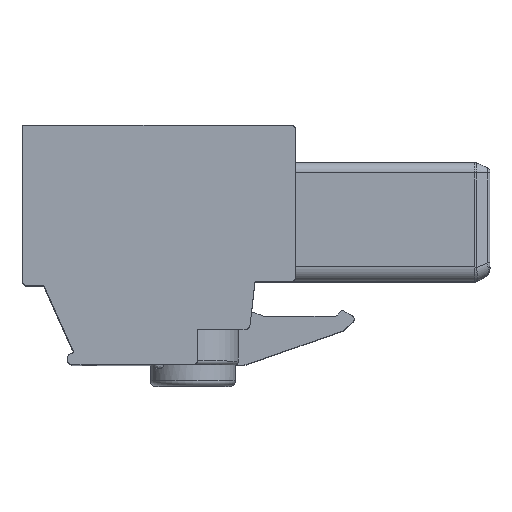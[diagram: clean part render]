
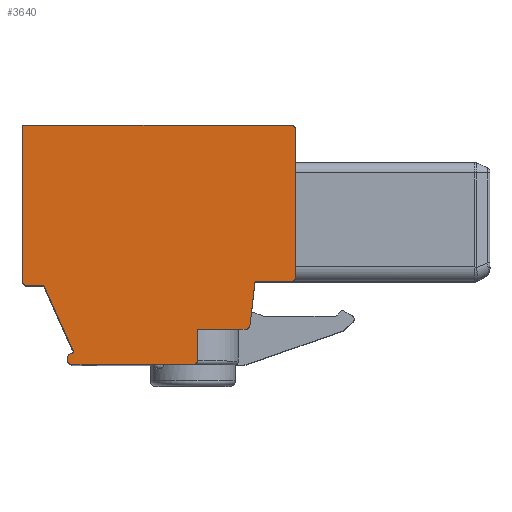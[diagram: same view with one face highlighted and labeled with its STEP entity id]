
A CAD part, top view. The second image highlights one B-rep face of the part: STEP entity #3640.
In plain terms, the highlighted planar face has unit normal (0, 0, 1).
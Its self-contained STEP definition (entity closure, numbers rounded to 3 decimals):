
#736=FACE_OUTER_BOUND('',#5156,.T.);
#1368=LINE('',#18320,#2451);
#1552=LINE('',#20703,#2635);
#1636=LINE('',#21224,#2719);
#1696=LINE('',#22070,#2779);
#1697=LINE('',#22074,#2780);
#1698=LINE('',#22077,#2781);
#1699=LINE('',#22079,#2782);
#1700=LINE('',#22081,#2783);
#1701=LINE('',#22085,#2784);
#1702=LINE('',#22089,#2785);
#1703=LINE('',#22093,#2786);
#1704=LINE('',#22095,#2787);
#2451=VECTOR('',#14720,1.);
#2635=VECTOR('',#15128,1.);
#2719=VECTOR('',#15356,1.);
#2779=VECTOR('',#15496,1.);
#2780=VECTOR('',#15499,1.);
#2781=VECTOR('',#15502,1.);
#2782=VECTOR('',#15503,1.);
#2783=VECTOR('',#15504,1.);
#2784=VECTOR('',#15507,1.);
#2785=VECTOR('',#15510,1.);
#2786=VECTOR('',#15513,1.);
#2787=VECTOR('',#15514,1.);
#3640=ADVANCED_FACE('',(#736),#4306,.T.);
#4306=PLANE('',#13679);
#5156=EDGE_LOOP('',(#6720,#6721,#6722,#6723,#6724,#6725,#6726,#6727,#6728,
#6729,#6730,#6731,#6732,#6733,#6734,#6735,#6736,#6737,#6738));
#6720=ORIENTED_EDGE('',*,*,#11627,.T.);
#6721=ORIENTED_EDGE('',*,*,#11508,.T.);
#6722=ORIENTED_EDGE('',*,*,#11626,.T.);
#6723=ORIENTED_EDGE('',*,*,#11362,.T.);
#6724=ORIENTED_EDGE('',*,*,#11628,.T.);
#6725=ORIENTED_EDGE('',*,*,#11629,.T.);
#6726=ORIENTED_EDGE('',*,*,#11004,.T.);
#6727=ORIENTED_EDGE('',*,*,#11630,.T.);
#6728=ORIENTED_EDGE('',*,*,#11631,.T.);
#6729=ORIENTED_EDGE('',*,*,#11632,.T.);
#6730=ORIENTED_EDGE('',*,*,#11633,.T.);
#6731=ORIENTED_EDGE('',*,*,#11634,.T.);
#6732=ORIENTED_EDGE('',*,*,#11635,.T.);
#6733=ORIENTED_EDGE('',*,*,#11636,.T.);
#6734=ORIENTED_EDGE('',*,*,#11637,.T.);
#6735=ORIENTED_EDGE('',*,*,#11638,.T.);
#6736=ORIENTED_EDGE('',*,*,#11639,.T.);
#6737=ORIENTED_EDGE('',*,*,#11640,.T.);
#6738=ORIENTED_EDGE('',*,*,#11641,.T.);
#9776=VERTEX_POINT('',#18319);
#9777=VERTEX_POINT('',#18321);
#10071=VERTEX_POINT('',#20702);
#10072=VERTEX_POINT('',#20704);
#10188=VERTEX_POINT('',#21223);
#10189=VERTEX_POINT('',#21225);
#10250=VERTEX_POINT('',#22071);
#10251=VERTEX_POINT('',#22073);
#10252=VERTEX_POINT('',#22076);
#10253=VERTEX_POINT('',#22078);
#10254=VERTEX_POINT('',#22080);
#10255=VERTEX_POINT('',#22082);
#10256=VERTEX_POINT('',#22084);
#10257=VERTEX_POINT('',#22086);
#10258=VERTEX_POINT('',#22088);
#10259=VERTEX_POINT('',#22090);
#10260=VERTEX_POINT('',#22092);
#10261=VERTEX_POINT('',#22094);
#10262=VERTEX_POINT('',#22096);
#11004=EDGE_CURVE('',#9777,#9776,#1368,.T.);
#11362=EDGE_CURVE('',#10072,#10071,#1552,.T.);
#11508=EDGE_CURVE('',#10189,#10188,#1636,.T.);
#11626=EDGE_CURVE('',#10188,#10072,#13025,.T.);
#11627=EDGE_CURVE('',#10250,#10189,#1696,.T.);
#11628=EDGE_CURVE('',#10071,#10251,#13026,.T.);
#11629=EDGE_CURVE('',#10251,#9777,#1697,.T.);
#11630=EDGE_CURVE('',#9776,#10252,#13027,.T.);
#11631=EDGE_CURVE('',#10252,#10253,#1698,.T.);
#11632=EDGE_CURVE('',#10253,#10254,#1699,.T.);
#11633=EDGE_CURVE('',#10254,#10255,#1700,.T.);
#11634=EDGE_CURVE('',#10255,#10256,#13028,.T.);
#11635=EDGE_CURVE('',#10256,#10257,#1701,.T.);
#11636=EDGE_CURVE('',#10257,#10258,#13029,.T.);
#11637=EDGE_CURVE('',#10258,#10259,#1702,.T.);
#11638=EDGE_CURVE('',#10259,#10260,#13030,.T.);
#11639=EDGE_CURVE('',#10260,#10261,#1703,.T.);
#11640=EDGE_CURVE('',#10261,#10262,#1704,.T.);
#11641=EDGE_CURVE('',#10262,#10250,#13031,.T.);
#13025=CIRCLE('',#13671,0.3);
#13026=CIRCLE('',#13673,0.3);
#13027=CIRCLE('',#13674,0.3);
#13028=CIRCLE('',#13675,0.4);
#13029=CIRCLE('',#13676,0.4);
#13030=CIRCLE('',#13677,0.3);
#13031=CIRCLE('',#13678,0.3);
#13671=AXIS2_PLACEMENT_3D('',#22068,#15492,#15493);
#13673=AXIS2_PLACEMENT_3D('',#22072,#15497,#15498);
#13674=AXIS2_PLACEMENT_3D('',#22075,#15500,#15501);
#13675=AXIS2_PLACEMENT_3D('',#22083,#15505,#15506);
#13676=AXIS2_PLACEMENT_3D('',#22087,#15508,#15509);
#13677=AXIS2_PLACEMENT_3D('',#22091,#15511,#15512);
#13678=AXIS2_PLACEMENT_3D('',#22097,#15515,#15516);
#13679=AXIS2_PLACEMENT_3D('',#22098,#15517,#15518);
#14720=DIRECTION('',(0.,-1.,0.));
#15128=DIRECTION('',(0.,1.,0.));
#15356=DIRECTION('',(1.,0.,0.));
#15492=DIRECTION('',(0.,0.,1.));
#15493=DIRECTION('',(0.,-1.,0.));
#15496=DIRECTION('',(0.113,0.994,0.));
#15497=DIRECTION('',(0.,0.,1.));
#15498=DIRECTION('',(1.,0.,0.));
#15499=DIRECTION('',(-1.,0.,0.));
#15500=DIRECTION('',(0.,0.,1.));
#15501=DIRECTION('',(-1.,0.,0.));
#15502=DIRECTION('',(1.,0.,0.));
#15503=DIRECTION('',(0.407,-0.914,0.));
#15504=DIRECTION('',(-1.,0.,0.));
#15505=DIRECTION('',(0.,0.,1.));
#15506=DIRECTION('',(0.,1.,0.));
#15507=DIRECTION('',(0.,-1.,0.));
#15508=DIRECTION('',(0.,0.,1.));
#15509=DIRECTION('',(-1.,0.,0.));
#15510=DIRECTION('',(1.,0.,0.));
#15511=DIRECTION('',(0.,0.,1.));
#15512=DIRECTION('',(0.,-1.,0.));
#15513=DIRECTION('',(0.,1.,0.));
#15514=DIRECTION('',(1.,0.,0.));
#15515=DIRECTION('',(0.,0.,1.));
#15516=DIRECTION('',(0.,-1.,0.));
#15517=DIRECTION('',(0.,0.,1.));
#15518=DIRECTION('',(-1.,0.,0.));
#18319=CARTESIAN_POINT('',(0.,7.9,0.015));
#18320=CARTESIAN_POINT('',(0.,19.7,0.015));
#18321=CARTESIAN_POINT('',(0.,19.7,0.015));
#20702=CARTESIAN_POINT('',(20.6,19.4,0.015));
#20703=CARTESIAN_POINT('',(20.6,8.2,0.015));
#20704=CARTESIAN_POINT('',(20.6,8.2,0.015));
#21223=CARTESIAN_POINT('',(20.3,7.9,0.015));
#21224=CARTESIAN_POINT('',(17.55,7.9,0.015));
#21225=CARTESIAN_POINT('',(17.55,7.9,0.015));
#22068=CARTESIAN_POINT('',(20.3,8.2,0.015));
#22070=CARTESIAN_POINT('',(17.17,4.566,0.015));
#22071=CARTESIAN_POINT('',(17.17,4.566,0.015));
#22072=CARTESIAN_POINT('',(20.3,19.4,0.015));
#22073=CARTESIAN_POINT('',(20.3,19.7,0.015));
#22074=CARTESIAN_POINT('',(20.3,19.7,0.015));
#22075=CARTESIAN_POINT('',(0.3,7.9,0.015));
#22076=CARTESIAN_POINT('',(0.3,7.6,0.015));
#22077=CARTESIAN_POINT('',(0.3,7.6,0.015));
#22078=CARTESIAN_POINT('',(1.6,7.6,0.015));
#22079=CARTESIAN_POINT('',(1.6,7.6,0.015));
#22080=CARTESIAN_POINT('',(3.871,2.5,0.015));
#22081=CARTESIAN_POINT('',(3.871,2.5,0.015));
#22082=CARTESIAN_POINT('',(3.8,2.5,0.015));
#22083=CARTESIAN_POINT('',(3.8,2.1,0.015));
#22084=CARTESIAN_POINT('',(3.4,2.1,0.015));
#22085=CARTESIAN_POINT('',(3.4,2.1,0.015));
#22086=CARTESIAN_POINT('',(3.4,2.,0.015));
#22087=CARTESIAN_POINT('',(3.8,2.,0.015));
#22088=CARTESIAN_POINT('',(3.8,1.6,0.015));
#22089=CARTESIAN_POINT('',(3.8,1.6,0.015));
#22090=CARTESIAN_POINT('',(12.9,1.6,0.015));
#22091=CARTESIAN_POINT('',(12.9,1.9,0.015));
#22092=CARTESIAN_POINT('',(13.2,1.9,0.015));
#22093=CARTESIAN_POINT('',(13.2,1.9,0.015));
#22094=CARTESIAN_POINT('',(13.2,4.3,0.015));
#22095=CARTESIAN_POINT('',(13.2,4.3,0.015));
#22096=CARTESIAN_POINT('',(16.872,4.3,0.015));
#22097=CARTESIAN_POINT('',(16.872,4.6,0.015));
#22098=CARTESIAN_POINT('',(0.,0.,0.015));
